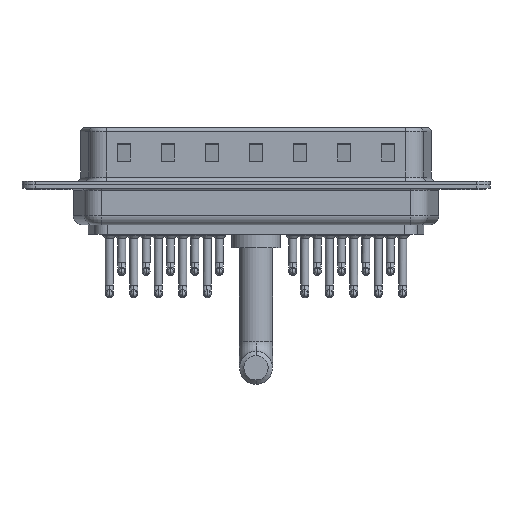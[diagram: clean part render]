
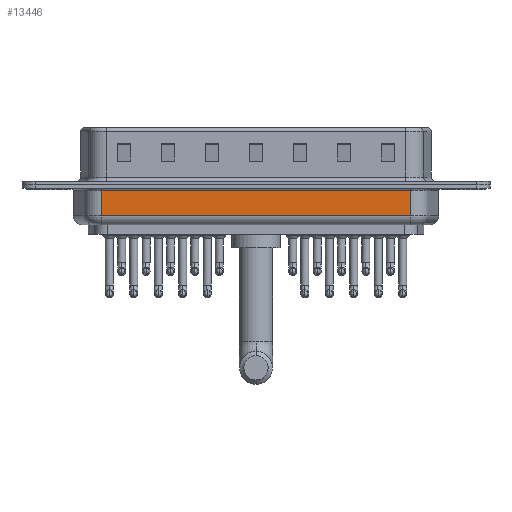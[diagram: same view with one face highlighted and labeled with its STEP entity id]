
A CAD part, front view. The second image highlights one B-rep face of the part: STEP entity #13446.
In plain terms, the highlighted planar face has unit normal (0, -1, 0).
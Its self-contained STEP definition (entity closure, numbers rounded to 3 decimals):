
#62 = DIRECTION ( 'NONE',  ( 0., 1., 0. ) ) ;
#795 = CARTESIAN_POINT ( 'NONE',  ( 6.006, -5.35, -0.65 ) ) ;
#982 = LINE ( 'NONE', #13775, #22606 ) ;
#1877 = VECTOR ( 'NONE', #5611, 1000. ) ;
#2225 = VERTEX_POINT ( 'NONE', #18554 ) ;
#2527 = CARTESIAN_POINT ( 'NONE',  ( 41.044, -5.35, -0.65 ) ) ;
#4105 = EDGE_CURVE ( 'NONE', #10689, #21931, #4307, .T. ) ;
#4307 = LINE ( 'NONE', #22221, #16218 ) ;
#5549 = CARTESIAN_POINT ( 'NONE',  ( 6.006, -5.35, -4.5 ) ) ;
#5611 = DIRECTION ( 'NONE',  ( 0., 0., 1. ) ) ;
#7297 = CARTESIAN_POINT ( 'NONE',  ( 6.006, -5.35, -4.5 ) ) ;
#7758 = VERTEX_POINT ( 'NONE', #795 ) ;
#8121 = VECTOR ( 'NONE', #17393, 1000. ) ;
#8886 = ORIENTED_EDGE ( 'NONE', *, *, #18972, .T. ) ;
#9008 = LINE ( 'NONE', #7297, #1877 ) ;
#9043 = EDGE_LOOP ( 'NONE', ( #23067, #8886, #10746, #21218 ) ) ;
#9209 = AXIS2_PLACEMENT_3D ( 'NONE', #5549, #62, #18689 ) ;
#9432 = DIRECTION ( 'NONE',  ( 0., 0., 1. ) ) ;
#9554 = PLANE ( 'NONE',  #9209 ) ;
#10689 = VERTEX_POINT ( 'NONE', #17834 ) ;
#10746 = ORIENTED_EDGE ( 'NONE', *, *, #4105, .T. ) ;
#11677 = CARTESIAN_POINT ( 'NONE',  ( 6.006, -5.35, -0.65 ) ) ;
#13446 = ADVANCED_FACE ( 'NONE', ( #22592 ), #9554, .F. ) ;
#13775 = CARTESIAN_POINT ( 'NONE',  ( 6.006, -5.35, -3.5 ) ) ;
#14394 = EDGE_CURVE ( 'NONE', #2225, #7758, #9008, .T. ) ;
#15832 = DIRECTION ( 'NONE',  ( 1., 0., 0. ) ) ;
#16218 = VECTOR ( 'NONE', #9432, 1000. ) ;
#17393 = DIRECTION ( 'NONE',  ( -1., 0., 0. ) ) ;
#17513 = LINE ( 'NONE', #11677, #8121 ) ;
#17834 = CARTESIAN_POINT ( 'NONE',  ( 41.044, -5.35, -3.5 ) ) ;
#18554 = CARTESIAN_POINT ( 'NONE',  ( 6.006, -5.35, -3.5 ) ) ;
#18689 = DIRECTION ( 'NONE',  ( 0., 0., 1. ) ) ;
#18972 = EDGE_CURVE ( 'NONE', #2225, #10689, #982, .T. ) ;
#20662 = EDGE_CURVE ( 'NONE', #21931, #7758, #17513, .T. ) ;
#21218 = ORIENTED_EDGE ( 'NONE', *, *, #20662, .T. ) ;
#21931 = VERTEX_POINT ( 'NONE', #2527 ) ;
#22221 = CARTESIAN_POINT ( 'NONE',  ( 41.044, -5.35, -4.5 ) ) ;
#22592 = FACE_OUTER_BOUND ( 'NONE', #9043, .T. ) ;
#22606 = VECTOR ( 'NONE', #15832, 1000. ) ;
#23067 = ORIENTED_EDGE ( 'NONE', *, *, #14394, .F. ) ;
